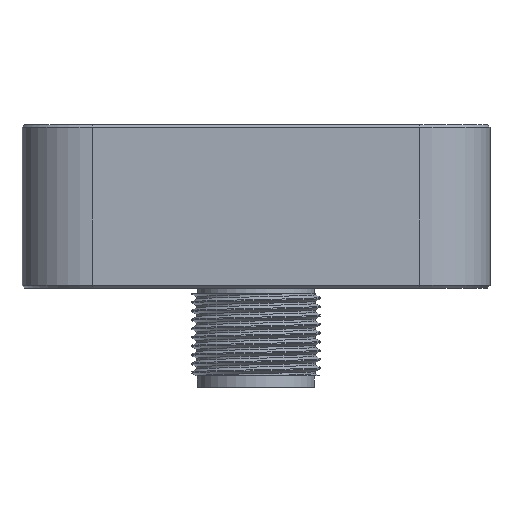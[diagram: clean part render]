
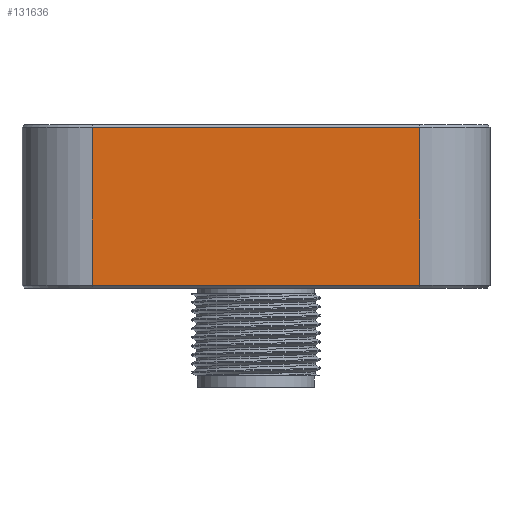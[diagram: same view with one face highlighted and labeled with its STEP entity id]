
A CAD part, front view. The second image highlights one B-rep face of the part: STEP entity #131636.
In plain terms, the highlighted planar face has unit normal (0, -1, 0).
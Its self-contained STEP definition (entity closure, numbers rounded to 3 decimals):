
#1268 = VECTOR ( 'NONE', #38504, 1000. ) ;
#7400 = CARTESIAN_POINT ( 'NONE',  ( -28., -60., -12.5 ) ) ;
#8148 = EDGE_CURVE ( 'NONE', #85085, #92738, #77432, .T. ) ;
#11114 = FACE_OUTER_BOUND ( 'NONE', #91985, .T. ) ;
#11863 = LINE ( 'NONE', #122763, #100555 ) ;
#15913 = VECTOR ( 'NONE', #65303, 1000. ) ;
#20069 = CARTESIAN_POINT ( 'NONE',  ( 28., -60., -12.5 ) ) ;
#31311 = CARTESIAN_POINT ( 'NONE',  ( 28., -60., 14.5 ) ) ;
#38504 = DIRECTION ( 'NONE',  ( 1., 0., 0. ) ) ;
#45108 = DIRECTION ( 'NONE',  ( 0., -1., 0. ) ) ;
#48512 = ORIENTED_EDGE ( 'NONE', *, *, #75025, .T. ) ;
#52850 = AXIS2_PLACEMENT_3D ( 'NONE', #114506, #45108, #126032 ) ;
#65303 = DIRECTION ( 'NONE',  ( 0., 0., -1. ) ) ;
#67850 = PLANE ( 'NONE',  #52850 ) ;
#75025 = EDGE_CURVE ( 'NONE', #82497, #92738, #124369, .T. ) ;
#77432 = LINE ( 'NONE', #88923, #15913 ) ;
#80728 = VECTOR ( 'NONE', #111166, 1000. ) ;
#82497 = VERTEX_POINT ( 'NONE', #7400 ) ;
#85085 = VERTEX_POINT ( 'NONE', #31311 ) ;
#88923 = CARTESIAN_POINT ( 'NONE',  ( 28., -60., 15. ) ) ;
#89698 = ORIENTED_EDGE ( 'NONE', *, *, #94286, .T. ) ;
#91985 = EDGE_LOOP ( 'NONE', ( #98629, #93877, #89698, #48512 ) ) ;
#92738 = VERTEX_POINT ( 'NONE', #20069 ) ;
#93877 = ORIENTED_EDGE ( 'NONE', *, *, #116849, .T. ) ;
#94286 = EDGE_CURVE ( 'NONE', #141263, #82497, #142265, .T. ) ;
#96041 = CARTESIAN_POINT ( 'NONE',  ( -28., -60., -12.5 ) ) ;
#98629 = ORIENTED_EDGE ( 'NONE', *, *, #8148, .F. ) ;
#99465 = CARTESIAN_POINT ( 'NONE',  ( -28., -60., 15. ) ) ;
#100555 = VECTOR ( 'NONE', #134362, 1000. ) ;
#111166 = DIRECTION ( 'NONE',  ( 0., 0., -1. ) ) ;
#114506 = CARTESIAN_POINT ( 'NONE',  ( 28., -60., 15. ) ) ;
#116849 = EDGE_CURVE ( 'NONE', #85085, #141263, #11863, .T. ) ;
#122763 = CARTESIAN_POINT ( 'NONE',  ( 28., -60., 14.5 ) ) ;
#124369 = LINE ( 'NONE', #96041, #1268 ) ;
#126032 = DIRECTION ( 'NONE',  ( 0., 0., -1. ) ) ;
#131636 = ADVANCED_FACE ( 'NONE', ( #11114 ), #67850, .T. ) ;
#134362 = DIRECTION ( 'NONE',  ( -1., 0., 0. ) ) ;
#141263 = VERTEX_POINT ( 'NONE', #142379 ) ;
#142265 = LINE ( 'NONE', #99465, #80728 ) ;
#142379 = CARTESIAN_POINT ( 'NONE',  ( -28., -60., 14.5 ) ) ;
